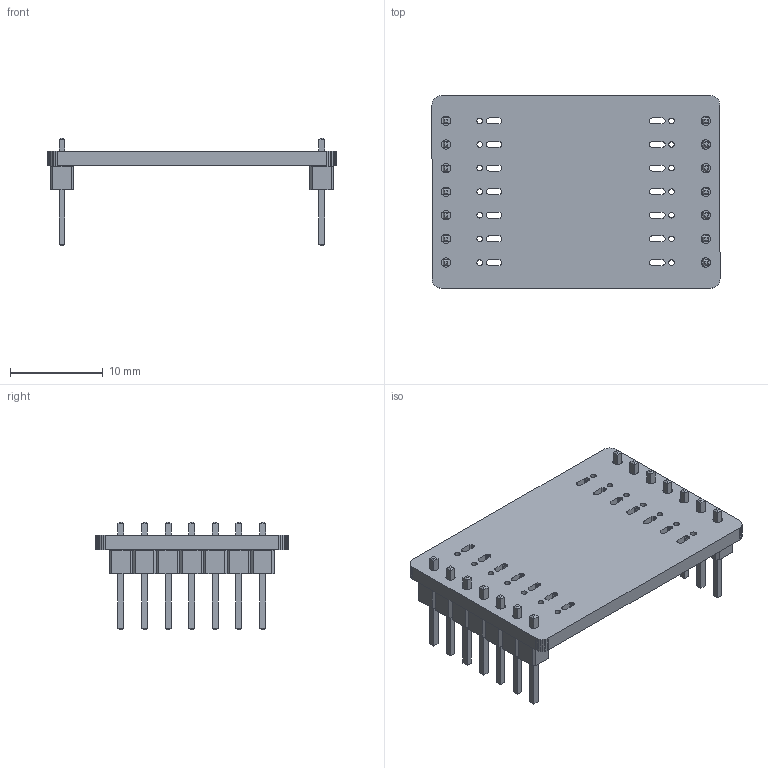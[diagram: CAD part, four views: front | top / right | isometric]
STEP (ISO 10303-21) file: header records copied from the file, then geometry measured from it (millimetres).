
FILE_DESCRIPTION(('KiCad electronic assembly'),'2;1');
FILE_NAME('working.step','2023-07-25T17:39:30',('Pcbnew'),('Kicad'), 'Open CASCADE STEP processor 7.6','KiCad to STEP converter','Unknown' );
FILE_SCHEMA(('AUTOMOTIVE_DESIGN { 1 0 10303 214 1 1 1 1 }'));
Length unit declared in the file: millimetre
Products named in the file (4): working 1; PinHeader_1x07_P2.54mm_Vertical; SOLID; _autosave-working PCB
Assembly tree (4 placements, depth 3):
  working 1
    PinHeader_1x07_P2.54mm_Vertical  x2
      SOLID
    _autosave-working PCB
Bounding box: 31 x 20.7 x 11.54 mm (x, y, z)
Volume: 1241.8 mm3; surface area: 2294 mm2
Topology: 3 solids, 3 shells, 690 faces, 1856 edges, 1200 vertices
Faces by surface type: plane 662, cylinder 28
Full cylindrical faces by diameter (mm): 0.6 x14, 1 x14
Entity records: 36640 total; most frequent: CARTESIAN_POINT 6135, DIRECTION 5378, LINE 4220, VECTOR 4220, ORIENTED_EDGE 2888, PCURVE 2888, DEFINITIONAL_REPRESENTATION 2888, EDGE_CURVE 1444
